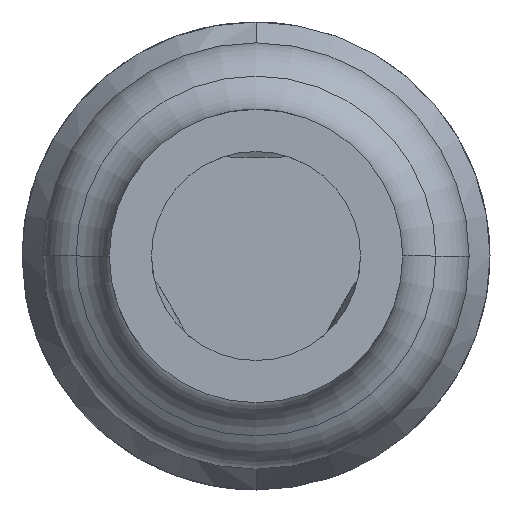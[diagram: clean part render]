
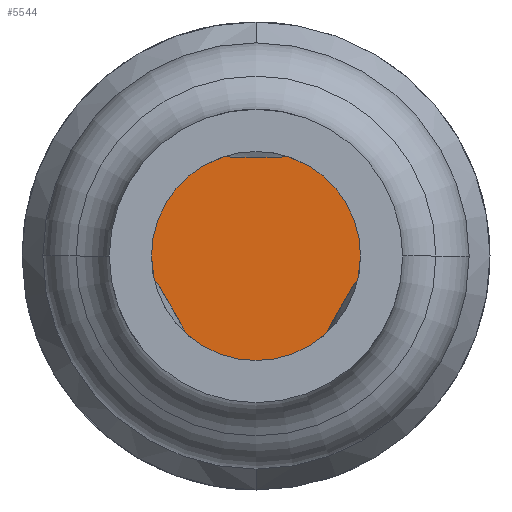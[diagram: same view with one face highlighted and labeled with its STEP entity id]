
A CAD part, front view. The second image highlights one B-rep face of the part: STEP entity #5544.
In plain terms, the highlighted planar face has unit normal (0, -1, 0).
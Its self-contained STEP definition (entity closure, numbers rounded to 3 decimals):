
#99 = DIRECTION ( 'NONE',  ( 1., 0., 0. ) ) ;
#214 = FACE_OUTER_BOUND ( 'NONE', #1428, .T. ) ;
#383 = CIRCLE ( 'NONE', #4607, 0.513 ) ;
#515 = EDGE_CURVE ( 'Defeature ausgef�hrt1_0+Defeature ausgef�hrt1_42+Defeature ausgef�hrt1_42+Defeature ausgef�hrt1_42', #4947, #2797, #2943, .T. ) ;
#562 = DIRECTION ( 'NONE',  ( 1., 0., 0. ) ) ;
#844 = ORIENTED_EDGE ( 'NONE', *, *, #5847, .F. ) ;
#1428 = EDGE_LOOP ( 'NONE', ( #844, #6076 ) ) ;
#1610 = DIRECTION ( 'NONE',  ( 0., 1., 0. ) ) ;
#1925 = DIRECTION ( 'NONE',  ( -1., 0., 0. ) ) ;
#2101 = AXIS2_PLACEMENT_3D ( 'NONE', #3308, #3841, #1925 ) ;
#2632 = CARTESIAN_POINT ( 'NONE',  ( 0., -24.7, 0. ) ) ;
#2797 = VERTEX_POINT ( 'NONE', #3768 ) ;
#2858 = CARTESIAN_POINT ( 'NONE',  ( 0.513, -24.7, 0. ) ) ;
#2943 = CIRCLE ( 'NONE', #3522, 0.513 ) ;
#3080 = DIRECTION ( 'NONE',  ( 0., 1., 0. ) ) ;
#3308 = CARTESIAN_POINT ( 'NONE',  ( 0., -24.7, 0. ) ) ;
#3522 = AXIS2_PLACEMENT_3D ( 'NONE', #2632, #1610, #99 ) ;
#3768 = CARTESIAN_POINT ( 'NONE',  ( -0.513, -24.7, 0. ) ) ;
#3841 = DIRECTION ( 'NONE',  ( 0., 1., 0. ) ) ;
#4026 = CARTESIAN_POINT ( 'NONE',  ( 0., -24.7, 0. ) ) ;
#4607 = AXIS2_PLACEMENT_3D ( 'NONE', #4026, #3080, #562 ) ;
#4947 = VERTEX_POINT ( 'NONE', #2858 ) ;
#5284 = PLANE ( 'NONE',  #2101 ) ;
#5544 = ADVANCED_FACE ( 'Defeature ausgef�hrt1_42', ( #214 ), #5284, .F. ) ;
#5847 = EDGE_CURVE ( 'Defeature ausgef�hrt1_0+Defeature ausgef�hrt1_42+Defeature ausgef�hrt1_42+Defeature ausgef�hrt1_42', #2797, #4947, #383, .T. ) ;
#6076 = ORIENTED_EDGE ( 'NONE', *, *, #515, .F. ) ;
